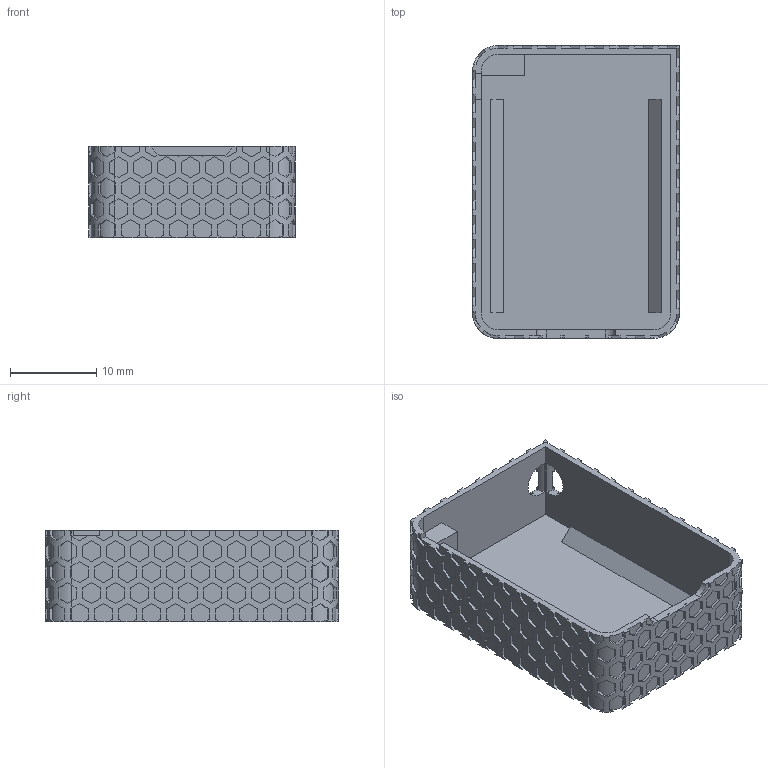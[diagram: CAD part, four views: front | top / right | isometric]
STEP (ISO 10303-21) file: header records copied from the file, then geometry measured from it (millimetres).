
FILE_DESCRIPTION(/* description */ ('','CAx-IF Rec.Pracs.---Representation and Presentation of Product Manufacturing Information (PMI)---4.0---2014-10-13'),/* implementation_level */ '2;1');
FILE_NAME(/* name */ 'coco_base_v1.5.step',/* time_stamp */ '2025-01-22T12:50:49+01:00',/* author */ (''),/* organization */ (''),/* preprocessor_version */ 'ST-DEVELOPER v20',/* originating_system */ 'Autodesk Translation Framework v13.20.0.188',/* authorisation */ '');
FILE_SCHEMA (('AP242_MANAGED_MODEL_BASED_3D_ENGINEERING_MIM_LF { 1 0 10303 442 1 1 4 }'));
Length unit declared in the file: millimetre
Products named in the file (1): coco_base_v1.4_mesh40_v2
Bounding box: 24 x 34 x 10.6 mm (x, y, z)
Volume: 1769.4 mm3; surface area: 4218.6 mm2
Topology: 1 solids, 1 shells, 1420 faces, 3875 edges, 2554 vertices
Faces by surface type: plane 1256, bspline 114, cylinder 50
Entity records: 45570 total; most frequent: CARTESIAN_POINT 10362, ORIENTED_EDGE 7750, DIRECTION 6299, EDGE_CURVE 3875, LINE 3577, VECTOR 3577, VERTEX_POINT 2554, EDGE_LOOP 1521
